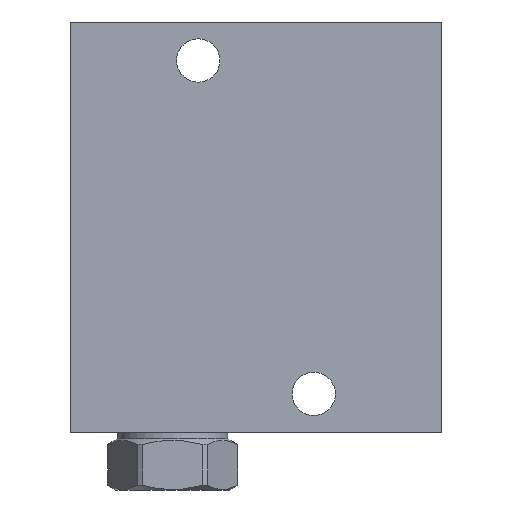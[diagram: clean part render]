
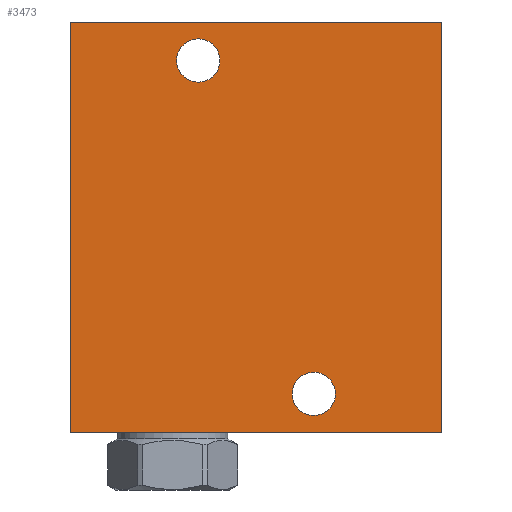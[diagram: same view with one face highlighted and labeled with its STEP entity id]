
A CAD part, front view. The second image highlights one B-rep face of the part: STEP entity #3473.
In plain terms, the highlighted planar face has unit normal (0, -1, 0).
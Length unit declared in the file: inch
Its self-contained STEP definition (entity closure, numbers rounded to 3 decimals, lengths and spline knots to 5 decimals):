
#5=DIRECTION('',(1.,0.,0.));
#6=VECTOR('',#5,3.625);
#7=CARTESIAN_POINT('',(0.,-1.5,0.));
#8=LINE('',#7,#6);
#75=DIRECTION('',(0.,0.,1.));
#76=VECTOR('',#75,4.);
#77=CARTESIAN_POINT('',(3.625,-1.5,0.));
#78=LINE('',#77,#76);
#121=DIRECTION('',(1.,0.,0.));
#122=VECTOR('',#121,3.625);
#123=CARTESIAN_POINT('',(0.,-1.5,4.));
#124=LINE('',#123,#122);
#1676=DIRECTION('',(0.,0.,1.));
#1677=VECTOR('',#1676,4.);
#1678=CARTESIAN_POINT('',(0.,-1.5,0.));
#1679=LINE('',#1678,#1677);
#1680=CARTESIAN_POINT('',(1.25,-1.5,3.625));
#1681=DIRECTION('',(0.,-1.,0.));
#1682=DIRECTION('',(-1.,0.,0.));
#1683=AXIS2_PLACEMENT_3D('',#1680,#1681,#1682);
#1685=CARTESIAN_POINT('',(1.25,-1.5,3.625));
#1686=DIRECTION('',(0.,-1.,0.));
#1687=DIRECTION('',(1.,0.,0.));
#1688=AXIS2_PLACEMENT_3D('',#1685,#1686,#1687);
#1690=CARTESIAN_POINT('',(2.375,-1.5,0.375));
#1691=DIRECTION('',(0.,-1.,0.));
#1692=DIRECTION('',(-1.,0.,0.));
#1693=AXIS2_PLACEMENT_3D('',#1690,#1691,#1692);
#1695=CARTESIAN_POINT('',(2.375,-1.5,0.375));
#1696=DIRECTION('',(0.,-1.,0.));
#1697=DIRECTION('',(1.,0.,0.));
#1698=AXIS2_PLACEMENT_3D('',#1695,#1696,#1697);
#1717=CARTESIAN_POINT('',(0.,-1.5,0.));
#1719=VERTEX_POINT('',#1717);
#1720=CARTESIAN_POINT('',(3.625,-1.5,0.));
#1721=VERTEX_POINT('',#1720);
#1725=CARTESIAN_POINT('',(0.,-1.5,4.));
#1727=VERTEX_POINT('',#1725);
#1728=CARTESIAN_POINT('',(3.625,-1.5,4.));
#1729=VERTEX_POINT('',#1728);
#1858=CARTESIAN_POINT('',(1.039,-1.5,3.625));
#1859=CARTESIAN_POINT('',(1.461,-1.5,3.625));
#1860=VERTEX_POINT('',#1858);
#1861=VERTEX_POINT('',#1859);
#1866=CARTESIAN_POINT('',(2.164,-1.5,0.375));
#1867=CARTESIAN_POINT('',(2.586,-1.5,0.375));
#1868=VERTEX_POINT('',#1866);
#1869=VERTEX_POINT('',#1867);
#3450=CARTESIAN_POINT('',(0.,-1.5,0.));
#3451=DIRECTION('',(0.,-1.,0.));
#3452=DIRECTION('',(1.,0.,0.));
#3453=AXIS2_PLACEMENT_3D('',#3450,#3451,#3452);
#3454=PLANE('',#3453);
#3455=ORIENTED_EDGE('',*,*,#1977,.F.);
#3456=ORIENTED_EDGE('',*,*,#2002,.T.);
#3457=ORIENTED_EDGE('',*,*,#2093,.T.);
#3458=ORIENTED_EDGE('',*,*,#2056,.F.);
#3459=EDGE_LOOP('',(#3455,#3456,#3457,#3458));
#3460=FACE_OUTER_BOUND('',#3459,.F.);
#3462=ORIENTED_EDGE('',*,*,#3461,.T.);
#3464=ORIENTED_EDGE('',*,*,#3463,.T.);
#3465=EDGE_LOOP('',(#3462,#3464));
#3466=FACE_BOUND('',#3465,.F.);
#3468=ORIENTED_EDGE('',*,*,#3467,.T.);
#3470=ORIENTED_EDGE('',*,*,#3469,.T.);
#3471=EDGE_LOOP('',(#3468,#3470));
#3472=FACE_BOUND('',#3471,.F.);
#3473=ADVANCED_FACE('',(#3460,#3466,#3472),#3454,.T.);
#1684=CIRCLE('',#1683,0.211);
#1689=CIRCLE('',#1688,0.211);
#1694=CIRCLE('',#1693,0.211);
#1699=CIRCLE('',#1698,0.211);
#1977=EDGE_CURVE('',#1719,#1721,#8,.T.);
#2002=EDGE_CURVE('',#1719,#1727,#1679,.T.);
#2056=EDGE_CURVE('',#1721,#1729,#78,.T.);
#2093=EDGE_CURVE('',#1727,#1729,#124,.T.);
#3461=EDGE_CURVE('',#1860,#1861,#1684,.T.);
#3463=EDGE_CURVE('',#1861,#1860,#1689,.T.);
#3467=EDGE_CURVE('',#1868,#1869,#1694,.T.);
#3469=EDGE_CURVE('',#1869,#1868,#1699,.T.);
